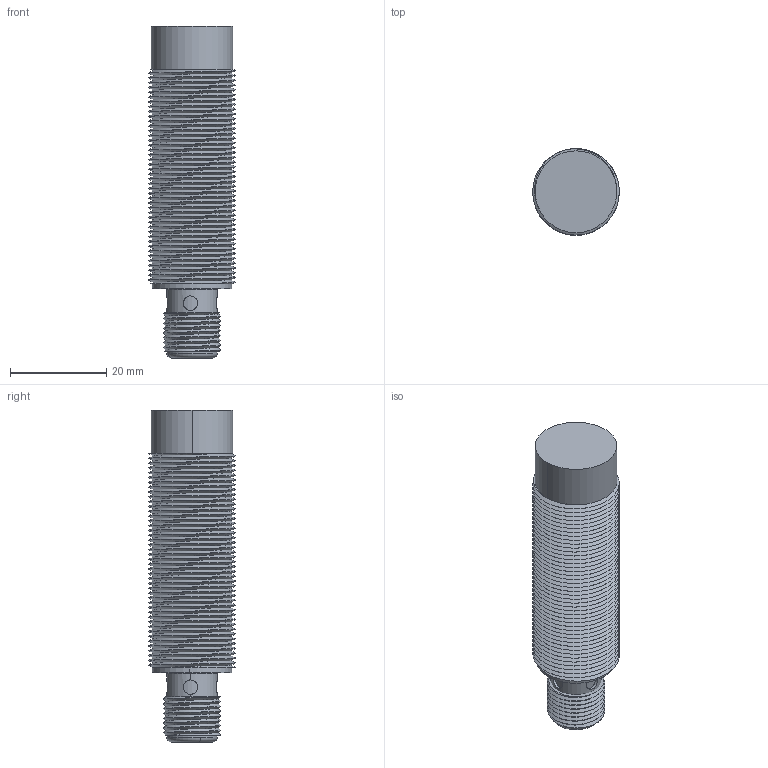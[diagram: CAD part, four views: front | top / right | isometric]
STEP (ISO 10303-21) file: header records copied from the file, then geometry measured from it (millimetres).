
FILE_DESCRIPTION (( 'STEP AP203' ), '1' );
FILE_NAME ('W1CN-M1808P-OEU4.STEP', '2025-03-13T03:16:21', ( '' ), ( '' ), 'SwSTEP 2.0', 'SolidWorks 2024', '' );
FILE_SCHEMA (( 'CONFIG_CONTROL_DESIGN' ));
Length unit declared in the file: millimetre
Products named in the file (12): 零件-铜头; 装配体M12-Plug; 插针1 - 副本 (3); 装配体-铜头; 插针1; 零件-M12铜头螺纹; 插针1 - 副本; plog壳2; W1CN-M1808P-OEU4; 零件-露出感应壳8; 零件-露出管子44.5长; 插针1 - 副本 (4)
Assembly tree (11 placements, depth 4):
  W1CN-M1808P-OEU4
    零件-露出管子44.5长
    零件-露出感应壳8
    装配体-铜头
      零件-铜头
      装配体M12-Plug
        plog壳2
        插针1
        插针1 - 副本
        插针1 - 副本 (3)
        插针1 - 副本 (4)
      零件-M12铜头螺纹
Bounding box: 18 x 17.99 x 69 mm (x, y, z)
Volume: 5635.7 mm3; surface area: 11067 mm2
Topology: 9 solids, 9 shells, 184 faces, 491 edges, 326 vertices
Faces by surface type: cylinder 147, plane 24, torus 5, bspline 4, sphere 4
Entity records: 15809 total; most frequent: CARTESIAN_POINT 10602, ORIENTED_EDGE 958, DIRECTION 716, EDGE_CURVE 479, VERTEX_POINT 318, AXIS2_PLACEMENT_3D 283, EDGE_LOOP 203, ADVANCED_FACE 184
